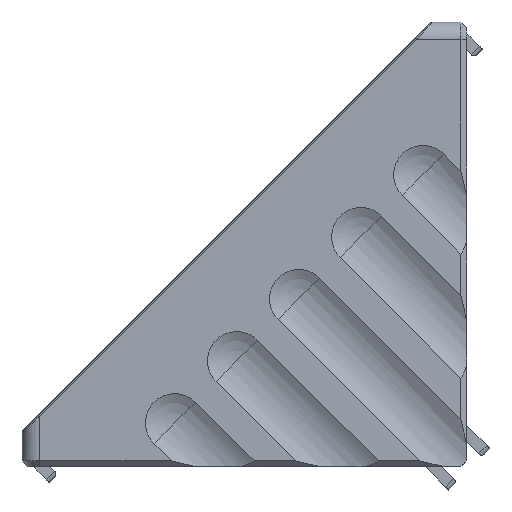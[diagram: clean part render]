
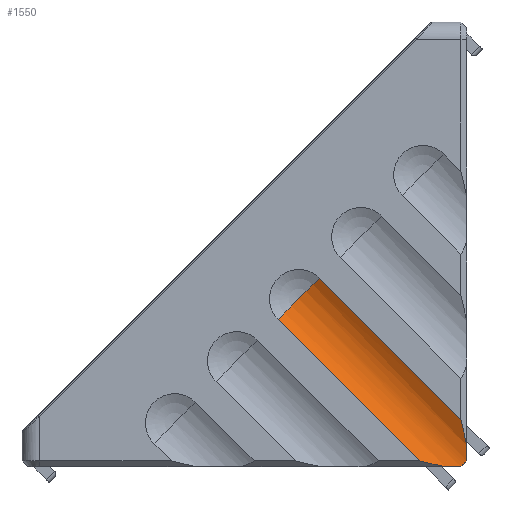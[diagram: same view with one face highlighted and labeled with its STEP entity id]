
A CAD part, left-side view. The second image highlights one B-rep face of the part: STEP entity #1550.
In plain terms, the highlighted cylindrical face has radius 5 mm (diameter 10 mm), a partial arc.
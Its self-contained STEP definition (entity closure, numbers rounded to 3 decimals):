
#20 = EDGE_CURVE ( 'NONE', #27, #21, #2380, .T. ) ;
#21 = VERTEX_POINT ( 'NONE', #2382 ) ;
#26 = EDGE_CURVE ( 'NONE', #27, #38, #2370, .T. ) ;
#27 = VERTEX_POINT ( 'NONE', #2371 ) ;
#38 = VERTEX_POINT ( 'NONE', #2384 ) ;
#314 = VERTEX_POINT ( 'NONE', #2939 ) ;
#316 = EDGE_CURVE ( 'NONE', #314, #38, #2938, .T. ) ;
#336 = VERTEX_POINT ( 'NONE', #2955 ) ;
#338 = EDGE_CURVE ( 'NONE', #336, #339, #3015, .T. ) ;
#339 = VERTEX_POINT ( 'NONE', #3011 ) ;
#1130 = EDGE_CURVE ( 'NONE', #336, #2273, #4361, .T. ) ;
#1476 = ORIENTED_EDGE ( 'NONE', *, *, #20, .F. ) ;
#1532 = ORIENTED_EDGE ( 'NONE', *, *, #26, .T. ) ;
#1533 = ORIENTED_EDGE ( 'NONE', *, *, #316, .F. ) ;
#1534 = ORIENTED_EDGE ( 'NONE', *, *, #1548, .F. ) ;
#1535 = ORIENTED_EDGE ( 'NONE', *, *, #338, .F. ) ;
#1548 = EDGE_CURVE ( 'NONE', #339, #314, #5018, .T. ) ;
#1550 = ADVANCED_FACE ( 'NONE', ( #5013 ), #5012, .F. ) ;
#1551 = EDGE_LOOP ( 'NONE', ( #1552, #1553, #1554, #1476, #1532, #1533, #1534, #1535 ) ) ;
#1552 = ORIENTED_EDGE ( 'NONE', *, *, #1130, .T. ) ;
#1553 = ORIENTED_EDGE ( 'NONE', *, *, #2323, .F. ) ;
#1554 = ORIENTED_EDGE ( 'NONE', *, *, #2271, .T. ) ;
#2160 = VERTEX_POINT ( 'NONE', #6151 ) ;
#2271 = EDGE_CURVE ( 'NONE', #2160, #21, #6323, .T. ) ;
#2273 = VERTEX_POINT ( 'NONE', #6324 ) ;
#2323 = EDGE_CURVE ( 'NONE', #2160, #2273, #6419, .T. ) ;
#2366 = CARTESIAN_POINT ( 'NONE',  ( -9., 0.5, 4.036 ) ) ;
#2367 = CARTESIAN_POINT ( 'NONE',  ( -8.781, 0.281, 3.28 ) ) ;
#2368 = CARTESIAN_POINT ( 'NONE',  ( -8.613, 0.113, 2.54 ) ) ;
#2369 = CARTESIAN_POINT ( 'NONE',  ( -8.5, 0., 1.828 ) ) ;
#2370 =( BOUNDED_CURVE ( )  B_SPLINE_CURVE ( 3, ( #2369, #2368, #2367, #2366 ),
 .UNSPECIFIED., .F., .T. ) 
 B_SPLINE_CURVE_WITH_KNOTS ( ( 4, 4 ),
 ( 0.877, 1.139 ),
 .UNSPECIFIED. ) 
 CURVE ( )  GEOMETRIC_REPRESENTATION_ITEM ( )  RATIONAL_B_SPLINE_CURVE ( ( 1., 0.994, 0.994, 1. ) ) 
 REPRESENTATION_ITEM ( '' )  );
#2371 = CARTESIAN_POINT ( 'NONE',  ( -8.5, 0., 1.828 ) ) ;
#2376 = CARTESIAN_POINT ( 'NONE',  ( -8.343, 0., 0.5 ) ) ;
#2377 = CARTESIAN_POINT ( 'NONE',  ( -8.365, 0., 0.949 ) ) ;
#2378 = CARTESIAN_POINT ( 'NONE',  ( -8.418, 0., 1.393 ) ) ;
#2379 = CARTESIAN_POINT ( 'NONE',  ( -8.5, 0., 1.828 ) ) ;
#2380 =( BOUNDED_CURVE ( )  B_SPLINE_CURVE ( 3, ( #2379, #2378, #2377, #2376 ),
 .UNSPECIFIED., .F., .F. ) 
 B_SPLINE_CURVE_WITH_KNOTS ( ( 4, 4 ),
 ( 4.451, 4.642 ),
 .UNSPECIFIED. ) 
 CURVE ( )  GEOMETRIC_REPRESENTATION_ITEM ( )  RATIONAL_B_SPLINE_CURVE ( ( 1., 0.997, 0.997, 1. ) ) 
 REPRESENTATION_ITEM ( '' )  );
#2382 = CARTESIAN_POINT ( 'NONE',  ( -8.343, 0., 0.5 ) ) ;
#2384 = CARTESIAN_POINT ( 'NONE',  ( -9., 0.5, 4.036 ) ) ;
#2935 = DIRECTION ( 'NONE',  ( 0., -0.707, -0.707 ) ) ;
#2936 = VECTOR ( 'NONE', #2935, 1000. ) ;
#2937 = CARTESIAN_POINT ( 'NONE',  ( -9., -1.768, 1.768 ) ) ;
#2938 = LINE ( 'NONE', #2937, #2936 ) ;
#2939 = CARTESIAN_POINT ( 'NONE',  ( -9., 12.586, 16.122 ) ) ;
#2955 = CARTESIAN_POINT ( 'NONE',  ( -9., 4.036, 0.5 ) ) ;
#3011 = CARTESIAN_POINT ( 'NONE',  ( -9., 16.122, 12.586 ) ) ;
#3012 = DIRECTION ( 'NONE',  ( 0., 0.707, 0.707 ) ) ;
#3013 = VECTOR ( 'NONE', #3012, 1000. ) ;
#3014 = CARTESIAN_POINT ( 'NONE',  ( -9., 1.768, -1.768 ) ) ;
#3015 = LINE ( 'NONE', #3014, #3013 ) ;
#4357 = CARTESIAN_POINT ( 'NONE',  ( -8.5, 1.828, 0. ) ) ;
#4358 = CARTESIAN_POINT ( 'NONE',  ( -8.613, 2.54, 0.113 ) ) ;
#4359 = CARTESIAN_POINT ( 'NONE',  ( -8.781, 3.28, 0.281 ) ) ;
#4360 = CARTESIAN_POINT ( 'NONE',  ( -9., 4.036, 0.5 ) ) ;
#4361 =( BOUNDED_CURVE ( )  B_SPLINE_CURVE ( 3, ( #4360, #4359, #4358, #4357 ),
 .UNSPECIFIED., .F., .T. ) 
 B_SPLINE_CURVE_WITH_KNOTS ( ( 4, 4 ),
 ( 5.144, 5.406 ),
 .UNSPECIFIED. ) 
 CURVE ( )  GEOMETRIC_REPRESENTATION_ITEM ( )  RATIONAL_B_SPLINE_CURVE ( ( 1., 0.994, 0.994, 1. ) ) 
 REPRESENTATION_ITEM ( '' )  );
#5006 = DIRECTION ( 'NONE',  ( 0., 0.707, -0.707 ) ) ;
#5007 = DIRECTION ( 'NONE',  ( 0., -0.707, -0.707 ) ) ;
#5008 = CARTESIAN_POINT ( 'NONE',  ( -13.33, 0., 0. ) ) ;
#5009 = AXIS2_PLACEMENT_3D ( 'NONE', #5008, #5007, #5006 ) ;
#5012 = CYLINDRICAL_SURFACE ( 'NONE', #5009, 5. ) ;
#5013 = FACE_OUTER_BOUND ( 'NONE', #1551, .T. ) ;
#5014 = DIRECTION ( 'NONE',  ( 0., 0.707, -0.707 ) ) ;
#5015 = DIRECTION ( 'NONE',  ( 0., -0.707, -0.707 ) ) ;
#5016 = CARTESIAN_POINT ( 'NONE',  ( -13.33, 14.354, 14.354 ) ) ;
#5017 = AXIS2_PLACEMENT_3D ( 'NONE', #5016, #5015, #5014 ) ;
#5018 = CIRCLE ( 'NONE', #5017, 5. ) ;
#6151 = CARTESIAN_POINT ( 'NONE',  ( -8.343, 0.5, 0. ) ) ;
#6319 = DIRECTION ( 'NONE',  ( 0., -0.707, 0.707 ) ) ;
#6320 = DIRECTION ( 'NONE',  ( 0., -0.707, -0.707 ) ) ;
#6321 = CARTESIAN_POINT ( 'NONE',  ( -13.33, 0.25, 0.25 ) ) ;
#6322 = AXIS2_PLACEMENT_3D ( 'NONE', #6321, #6320, #6319 ) ;
#6323 = CIRCLE ( 'NONE', #6322, 5. ) ;
#6324 = CARTESIAN_POINT ( 'NONE',  ( -8.5, 1.828, 0. ) ) ;
#6415 = CARTESIAN_POINT ( 'NONE',  ( -8.5, 1.828, 0. ) ) ;
#6416 = CARTESIAN_POINT ( 'NONE',  ( -8.418, 1.393, 0. ) ) ;
#6417 = CARTESIAN_POINT ( 'NONE',  ( -8.365, 0.949, 0. ) ) ;
#6418 = CARTESIAN_POINT ( 'NONE',  ( -8.343, 0.5, 0. ) ) ;
#6419 =( BOUNDED_CURVE ( )  B_SPLINE_CURVE ( 3, ( #6418, #6417, #6416, #6415 ),
 .UNSPECIFIED., .F., .F. ) 
 B_SPLINE_CURVE_WITH_KNOTS ( ( 4, 4 ),
 ( 1.642, 1.832 ),
 .UNSPECIFIED. ) 
 CURVE ( )  GEOMETRIC_REPRESENTATION_ITEM ( )  RATIONAL_B_SPLINE_CURVE ( ( 1., 0.997, 0.997, 1. ) ) 
 REPRESENTATION_ITEM ( '' )  );
